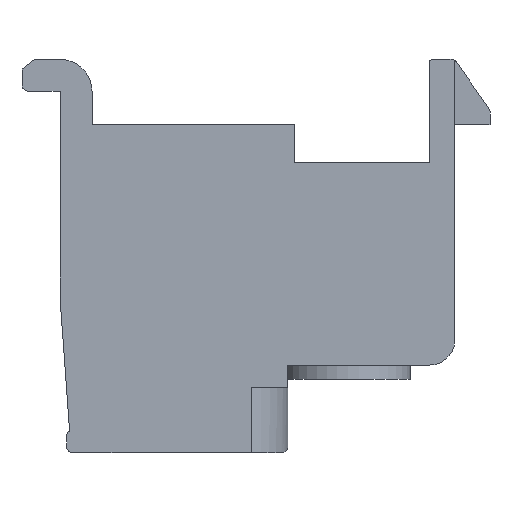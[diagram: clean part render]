
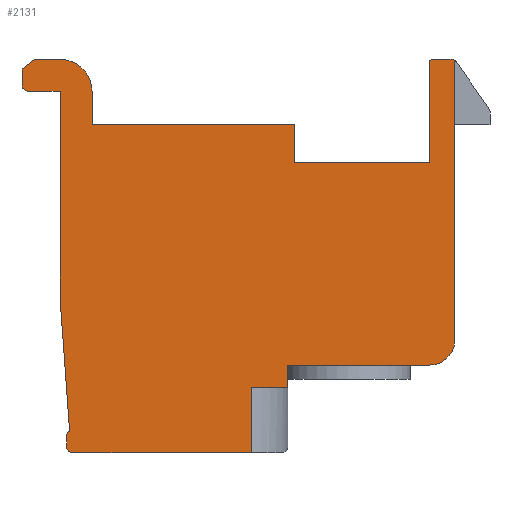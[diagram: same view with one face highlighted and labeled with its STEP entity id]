
A CAD part, front view. The second image highlights one B-rep face of the part: STEP entity #2131.
In plain terms, the highlighted planar face has unit normal (0, -1, 0).
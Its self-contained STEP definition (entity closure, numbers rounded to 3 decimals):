
#1=CARTESIAN_POINT('',(5.45,0.,-2.625));
#2=DIRECTION('',(0.,1.,0.));
#3=DIRECTION('',(1.,0.,0.));
#4=AXIS2_PLACEMENT_3D('',#1,#2,#3);
#6=DIRECTION('',(-1.,0.,0.));
#7=VECTOR('',#6,4.45);
#8=CARTESIAN_POINT('',(5.45,0.,-3.425));
#9=LINE('',#8,#7);
#10=DIRECTION('',(0.,0.,-1.));
#11=VECTOR('',#10,0.7);
#12=CARTESIAN_POINT('',(1.,0.,-3.425));
#13=LINE('',#12,#11);
#14=DIRECTION('',(1.,0.,0.));
#15=VECTOR('',#14,1.15);
#16=CARTESIAN_POINT('',(-0.15,0.,-4.125));
#17=LINE('',#16,#15);
#18=DIRECTION('',(0.,0.,1.));
#19=VECTOR('',#18,2.05);
#20=CARTESIAN_POINT('',(-0.15,0.,-6.175));
#21=LINE('',#20,#19);
#22=DIRECTION('',(-1.,0.,0.));
#23=VECTOR('',#22,5.6);
#24=CARTESIAN_POINT('',(-0.15,0.,-6.175));
#25=LINE('',#24,#23);
#26=CARTESIAN_POINT('',(-5.75,0.,-5.975));
#27=DIRECTION('',(0.,1.,0.));
#28=DIRECTION('',(0.,0.,-1.));
#29=AXIS2_PLACEMENT_3D('',#26,#27,#28);
#31=DIRECTION('',(0.,0.,1.));
#32=VECTOR('',#31,0.3);
#33=CARTESIAN_POINT('',(-5.95,0.,-5.975));
#34=LINE('',#33,#32);
#35=CARTESIAN_POINT('',(-5.75,0.,-5.675));
#36=DIRECTION('',(0.,1.,0.));
#37=DIRECTION('',(-1.,0.,0.));
#38=AXIS2_PLACEMENT_3D('',#35,#36,#37);
#40=DIRECTION('',(-0.072,0.,0.997));
#41=VECTOR('',#40,4.13);
#42=CARTESIAN_POINT('',(-5.854,0.,-5.504));
#43=LINE('',#42,#41);
#44=DIRECTION('',(0.,0.,1.));
#45=VECTOR('',#44,6.56);
#46=CARTESIAN_POINT('',(-6.15,0.,-1.385));
#47=LINE('',#46,#45);
#48=DIRECTION('',(-1.,0.,0.));
#49=VECTOR('',#48,1.);
#50=CARTESIAN_POINT('',(-6.15,0.,5.175));
#51=LINE('',#50,#49);
#52=CARTESIAN_POINT('',(-7.15,0.,5.375));
#53=DIRECTION('',(0.,1.,0.));
#54=DIRECTION('',(0.,0.,-1.));
#55=AXIS2_PLACEMENT_3D('',#52,#53,#54);
#57=DIRECTION('',(0.,0.,1.));
#58=VECTOR('',#57,0.5);
#59=CARTESIAN_POINT('',(-7.35,0.,5.375));
#60=LINE('',#59,#58);
#61=DIRECTION('',(0.785,0.,0.619));
#62=VECTOR('',#61,0.485);
#63=CARTESIAN_POINT('',(-7.35,0.,5.875));
#64=LINE('',#63,#62);
#65=DIRECTION('',(1.,0.,0.));
#66=VECTOR('',#65,0.819);
#67=CARTESIAN_POINT('',(-6.969,0.,6.175));
#68=LINE('',#67,#66);
#69=CARTESIAN_POINT('',(-6.15,0.,5.175));
#70=DIRECTION('',(0.,1.,0.));
#71=DIRECTION('',(0.,0.,1.));
#72=AXIS2_PLACEMENT_3D('',#69,#70,#71);
#74=DIRECTION('',(0.,0.,-1.));
#75=VECTOR('',#74,1.05);
#76=CARTESIAN_POINT('',(-5.15,0.,5.175));
#77=LINE('',#76,#75);
#78=DIRECTION('',(1.,0.,0.));
#79=VECTOR('',#78,6.35);
#80=CARTESIAN_POINT('',(-5.15,0.,4.125));
#81=LINE('',#80,#79);
#82=DIRECTION('',(0.,0.,-1.));
#83=VECTOR('',#82,1.2);
#84=CARTESIAN_POINT('',(1.2,0.,4.125));
#85=LINE('',#84,#83);
#86=DIRECTION('',(1.,0.,0.));
#87=VECTOR('',#86,4.25);
#88=CARTESIAN_POINT('',(1.2,0.,2.925));
#89=LINE('',#88,#87);
#90=DIRECTION('',(0.,0.,1.));
#91=VECTOR('',#90,3.213);
#92=CARTESIAN_POINT('',(5.45,0.,2.925));
#93=LINE('',#92,#91);
#94=CARTESIAN_POINT('',(5.565,0.,5.975));
#95=DIRECTION('',(0.,1.,0.));
#96=DIRECTION('',(-0.577,0.,0.816));
#97=AXIS2_PLACEMENT_3D('',#94,#95,#96);
#99=DIRECTION('',(1.,0.,0.));
#100=VECTOR('',#99,0.626);
#101=CARTESIAN_POINT('',(5.565,0.,6.175));
#102=LINE('',#101,#100);
#103=CARTESIAN_POINT('',(6.127,0.,5.986));
#104=DIRECTION('',(0.,1.,0.));
#105=DIRECTION('',(0.32,0.,0.947));
#106=AXIS2_PLACEMENT_3D('',#103,#104,#105);
#116=DIRECTION('',(0.,0.,1.));
#117=VECTOR('',#116,8.768);
#118=CARTESIAN_POINT('',(6.25,0.,-2.625));
#119=LINE('',#118,#117);
#1599=CARTESIAN_POINT('',(6.25,0.,-2.625));
#1600=CARTESIAN_POINT('',(5.45,0.,-3.425));
#1601=VERTEX_POINT('',#1599);
#1602=VERTEX_POINT('',#1600);
#1603=CARTESIAN_POINT('',(1.,0.,-3.425));
#1604=VERTEX_POINT('',#1603);
#1605=CARTESIAN_POINT('',(-5.75,0.,-6.175));
#1606=CARTESIAN_POINT('',(-5.95,0.,-5.975));
#1607=VERTEX_POINT('',#1605);
#1608=VERTEX_POINT('',#1606);
#1609=CARTESIAN_POINT('',(-5.95,0.,-5.675));
#1610=VERTEX_POINT('',#1609);
#1611=CARTESIAN_POINT('',(-5.854,0.,-5.504));
#1612=VERTEX_POINT('',#1611);
#1613=CARTESIAN_POINT('',(-6.15,0.,-1.385));
#1614=VERTEX_POINT('',#1613);
#1615=CARTESIAN_POINT('',(-6.15,0.,5.175));
#1616=VERTEX_POINT('',#1615);
#1617=CARTESIAN_POINT('',(-7.15,0.,5.175));
#1618=VERTEX_POINT('',#1617);
#1619=CARTESIAN_POINT('',(-7.35,0.,5.375));
#1620=VERTEX_POINT('',#1619);
#1621=CARTESIAN_POINT('',(-7.35,0.,5.875));
#1622=VERTEX_POINT('',#1621);
#1623=CARTESIAN_POINT('',(-6.969,0.,6.175));
#1624=VERTEX_POINT('',#1623);
#1625=CARTESIAN_POINT('',(-6.15,0.,6.175));
#1626=VERTEX_POINT('',#1625);
#1627=CARTESIAN_POINT('',(-5.15,0.,5.175));
#1628=VERTEX_POINT('',#1627);
#1629=CARTESIAN_POINT('',(-5.15,0.,4.125));
#1630=VERTEX_POINT('',#1629);
#1631=CARTESIAN_POINT('',(1.2,0.,4.125));
#1632=VERTEX_POINT('',#1631);
#1633=CARTESIAN_POINT('',(1.2,0.,2.925));
#1634=VERTEX_POINT('',#1633);
#1635=CARTESIAN_POINT('',(5.45,0.,2.925));
#1636=VERTEX_POINT('',#1635);
#1637=CARTESIAN_POINT('',(5.45,0.,6.138));
#1638=VERTEX_POINT('',#1637);
#1639=CARTESIAN_POINT('',(5.565,0.,6.175));
#1640=VERTEX_POINT('',#1639);
#1641=CARTESIAN_POINT('',(6.191,0.,6.175));
#1642=VERTEX_POINT('',#1641);
#2015=CARTESIAN_POINT('',(-0.15,0.,-6.175));
#2016=CARTESIAN_POINT('',(-0.15,0.,-4.125));
#2017=VERTEX_POINT('',#2015);
#2018=VERTEX_POINT('',#2016);
#2019=CARTESIAN_POINT('',(1.,0.,-4.125));
#2020=VERTEX_POINT('',#2019);
#2039=CARTESIAN_POINT('',(6.25,0.,6.143));
#2041=VERTEX_POINT('',#2039);
#2072=CARTESIAN_POINT('',(0.,0.,0.));
#2073=DIRECTION('',(0.,1.,0.));
#2074=DIRECTION('',(1.,0.,0.));
#2075=AXIS2_PLACEMENT_3D('',#2072,#2073,#2074);
#2076=PLANE('',#2075);
#2078=ORIENTED_EDGE('',*,*,#2077,.F.);
#2080=ORIENTED_EDGE('',*,*,#2079,.T.);
#2082=ORIENTED_EDGE('',*,*,#2081,.T.);
#2084=ORIENTED_EDGE('',*,*,#2083,.T.);
#2086=ORIENTED_EDGE('',*,*,#2085,.F.);
#2088=ORIENTED_EDGE('',*,*,#2087,.F.);
#2090=ORIENTED_EDGE('',*,*,#2089,.T.);
#2092=ORIENTED_EDGE('',*,*,#2091,.T.);
#2094=ORIENTED_EDGE('',*,*,#2093,.T.);
#2096=ORIENTED_EDGE('',*,*,#2095,.T.);
#2098=ORIENTED_EDGE('',*,*,#2097,.T.);
#2100=ORIENTED_EDGE('',*,*,#2099,.T.);
#2102=ORIENTED_EDGE('',*,*,#2101,.T.);
#2104=ORIENTED_EDGE('',*,*,#2103,.T.);
#2106=ORIENTED_EDGE('',*,*,#2105,.T.);
#2108=ORIENTED_EDGE('',*,*,#2107,.T.);
#2110=ORIENTED_EDGE('',*,*,#2109,.T.);
#2112=ORIENTED_EDGE('',*,*,#2111,.T.);
#2114=ORIENTED_EDGE('',*,*,#2113,.T.);
#2116=ORIENTED_EDGE('',*,*,#2115,.T.);
#2118=ORIENTED_EDGE('',*,*,#2117,.T.);
#2120=ORIENTED_EDGE('',*,*,#2119,.T.);
#2122=ORIENTED_EDGE('',*,*,#2121,.T.);
#2124=ORIENTED_EDGE('',*,*,#2123,.T.);
#2126=ORIENTED_EDGE('',*,*,#2125,.T.);
#2128=ORIENTED_EDGE('',*,*,#2127,.T.);
#2129=EDGE_LOOP('',(#2078,#2080,#2082,#2084,#2086,#2088,#2090,#2092,#2094,#2096,
#2098,#2100,#2102,#2104,#2106,#2108,#2110,#2112,#2114,#2116,#2118,#2120,#2122,
#2124,#2126,#2128));
#2130=FACE_OUTER_BOUND('',#2129,.F.);
#2131=ADVANCED_FACE('',(#2130),#2076,.F.);
#5=CIRCLE('',#4,0.8);
#30=CIRCLE('',#29,0.2);
#39=CIRCLE('',#38,0.2);
#56=CIRCLE('',#55,0.2);
#73=CIRCLE('',#72,1.);
#98=CIRCLE('',#97,0.2);
#107=CIRCLE('',#106,0.2);
#2077=EDGE_CURVE('',#1601,#2041,#119,.T.);
#2079=EDGE_CURVE('',#1601,#1602,#5,.T.);
#2081=EDGE_CURVE('',#1602,#1604,#9,.T.);
#2083=EDGE_CURVE('',#1604,#2020,#13,.T.);
#2085=EDGE_CURVE('',#2018,#2020,#17,.T.);
#2087=EDGE_CURVE('',#2017,#2018,#21,.T.);
#2089=EDGE_CURVE('',#2017,#1607,#25,.T.);
#2091=EDGE_CURVE('',#1607,#1608,#30,.T.);
#2093=EDGE_CURVE('',#1608,#1610,#34,.T.);
#2095=EDGE_CURVE('',#1610,#1612,#39,.T.);
#2097=EDGE_CURVE('',#1612,#1614,#43,.T.);
#2099=EDGE_CURVE('',#1614,#1616,#47,.T.);
#2101=EDGE_CURVE('',#1616,#1618,#51,.T.);
#2103=EDGE_CURVE('',#1618,#1620,#56,.T.);
#2105=EDGE_CURVE('',#1620,#1622,#60,.T.);
#2107=EDGE_CURVE('',#1622,#1624,#64,.T.);
#2109=EDGE_CURVE('',#1624,#1626,#68,.T.);
#2111=EDGE_CURVE('',#1626,#1628,#73,.T.);
#2113=EDGE_CURVE('',#1628,#1630,#77,.T.);
#2115=EDGE_CURVE('',#1630,#1632,#81,.T.);
#2117=EDGE_CURVE('',#1632,#1634,#85,.T.);
#2119=EDGE_CURVE('',#1634,#1636,#89,.T.);
#2121=EDGE_CURVE('',#1636,#1638,#93,.T.);
#2123=EDGE_CURVE('',#1638,#1640,#98,.T.);
#2125=EDGE_CURVE('',#1640,#1642,#102,.T.);
#2127=EDGE_CURVE('',#1642,#2041,#107,.T.);
